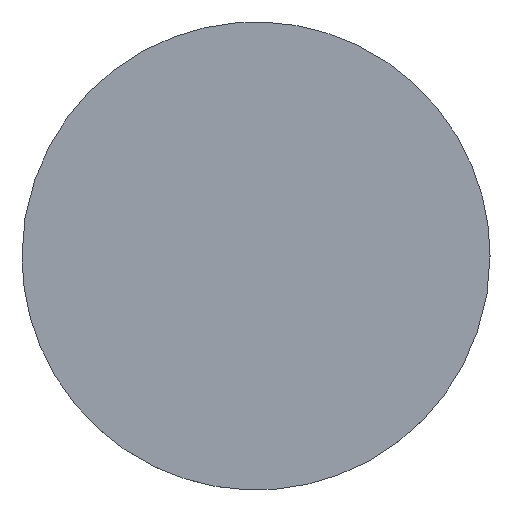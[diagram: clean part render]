
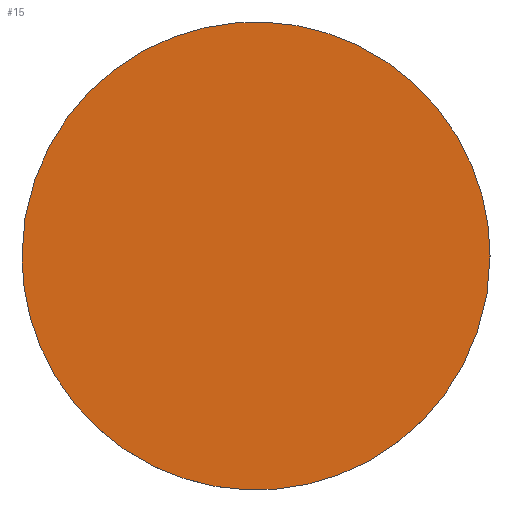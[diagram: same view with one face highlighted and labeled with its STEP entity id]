
A CAD part, top view. The second image highlights one B-rep face of the part: STEP entity #15.
In plain terms, the highlighted planar face has unit normal (0, 0, 1).
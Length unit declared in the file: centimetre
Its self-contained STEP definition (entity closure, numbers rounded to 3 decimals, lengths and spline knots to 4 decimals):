
#15=ADVANCED_FACE('',(#19),#54,.T.);
#19=FACE_OUTER_BOUND('',#23,.T.);
#23=EDGE_LOOP('',(#30,#31));
#30=ORIENTED_EDGE('',*,*,#42,.F.);
#31=ORIENTED_EDGE('',*,*,#38,.F.);
#38=EDGE_CURVE('',#50,#52,#44,.T.);
#42=EDGE_CURVE('',#52,#50,#48,.T.);
#44=(
BOUNDED_CURVE()
B_SPLINE_CURVE(2,(#168,#169,#170,#171,#172),.UNSPECIFIED.,.F.,.F.)
B_SPLINE_CURVE_WITH_KNOTS((3,2,3),(-18.8496,-14.1372,
-9.4248),.UNSPECIFIED.)
CURVE()
GEOMETRIC_REPRESENTATION_ITEM()
RATIONAL_B_SPLINE_CURVE((1.,0.707,1.,0.707,1.))
REPRESENTATION_ITEM('')
);
#48=(
BOUNDED_CURVE()
B_SPLINE_CURVE(2,(#182,#183,#184,#185,#186),.UNSPECIFIED.,.F.,.F.)
B_SPLINE_CURVE_WITH_KNOTS((3,2,3),(-9.4248,-4.7124,
0.),.UNSPECIFIED.)
CURVE()
GEOMETRIC_REPRESENTATION_ITEM()
RATIONAL_B_SPLINE_CURVE((1.,0.707,1.,0.707,1.))
REPRESENTATION_ITEM('')
);
#50=VERTEX_POINT('',#164);
#52=VERTEX_POINT('',#166);
#54=PLANE('',#147);
#147=AXIS2_PLACEMENT_3D('',#161,#154,$);
#154=DIRECTION('',(0.,0.,1.));
#161=CARTESIAN_POINT('',(14.2807,-0.0954,-0.7879));
#164=CARTESIAN_POINT('',(13.5307,3.6546,-0.7879));
#166=CARTESIAN_POINT('',(7.5307,3.6546,-0.7879));
#168=CARTESIAN_POINT('',(13.5307,3.6546,-0.7879));
#169=CARTESIAN_POINT('',(13.5307,0.6546,-0.7879));
#170=CARTESIAN_POINT('',(10.5307,0.6546,-0.7879));
#171=CARTESIAN_POINT('',(7.5307,0.6546,-0.7879));
#172=CARTESIAN_POINT('',(7.5307,3.6546,-0.7879));
#182=CARTESIAN_POINT('',(7.5307,3.6546,-0.7879));
#183=CARTESIAN_POINT('',(7.5307,6.6546,-0.7879));
#184=CARTESIAN_POINT('',(10.5307,6.6546,-0.7879));
#185=CARTESIAN_POINT('',(13.5307,6.6546,-0.7879));
#186=CARTESIAN_POINT('',(13.5307,3.6546,-0.7879));
